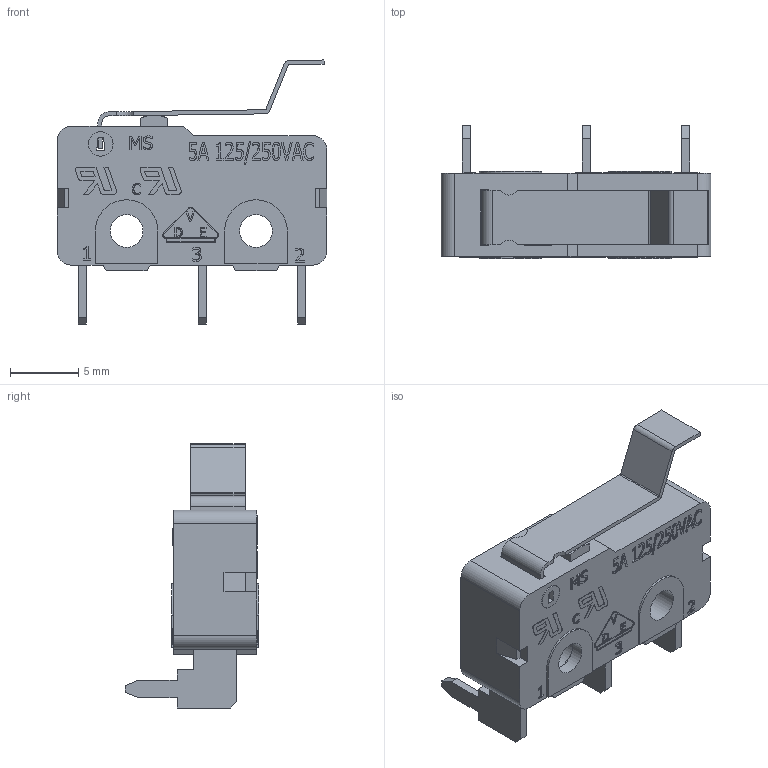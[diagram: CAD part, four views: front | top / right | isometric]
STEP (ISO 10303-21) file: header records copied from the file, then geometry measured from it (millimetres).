
FILE_DESCRIPTION((' '),'2;1');
FILE_NAME('MS085xx07FxxxV1A.stp','2017-07-28T16:06:59',(' '),(' '),' ','ACIS',' ');
FILE_SCHEMA(('CONFIG_CONTROL_DESIGN'));
Length unit declared in the file: inch
Products named in the file (1): MS085xx07FxxxV1A.stp
Bounding box: 19.8 x 9.8 x 19.4 mm (x, y, z)
Volume: 820.1 mm3; surface area: 1721.3 mm2
Topology: 2 solids, 5 shells, 792 faces, 2186 edges, 1457 vertices
Faces by surface type: plane 512, bspline 237, cylinder 43
Full cylindrical faces by diameter (mm): 1.8 x1, 2.4 x2, 2.5 x1
Entity records: 26364 total; most frequent: CARTESIAN_POINT 7585, ORIENTED_EDGE 4364, DIRECTION 2907, EDGE_CURVE 2182, VECTOR 1621, LINE 1621, VERTEX_POINT 1455, EDGE_LOOP 861
